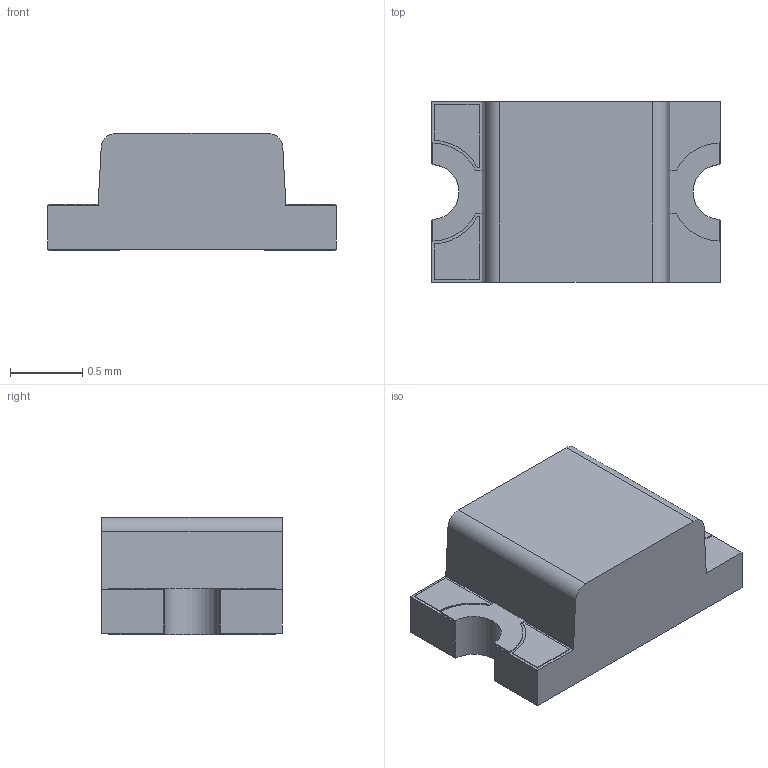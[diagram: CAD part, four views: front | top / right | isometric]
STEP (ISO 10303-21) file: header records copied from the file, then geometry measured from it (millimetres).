
FILE_DESCRIPTION (( 'STEP AP214' ), '1' );
FILE_NAME ('LED0805-R-RD_RED.STEP', '2024-08-07T09:50:57', ( '' ), ( '' ), 'SwSTEP 2.0', 'SolidWorks 2021', '' );
FILE_SCHEMA (( 'AUTOMOTIVE_DESIGN' ));
Length unit declared in the file: millimetre
Products named in the file (1): LED0805-R-RD_RED
Bounding box: 2 x 1.25 x 0.81 mm (x, y, z)
Volume: 1.5 mm3; surface area: 9.3 mm2
Topology: 1 solids, 1 shells, 305 faces, 839 edges, 558 vertices
Faces by surface type: plane 192, bspline 98, cylinder 15
Entity records: 13490 total; most frequent: CARTESIAN_POINT 3009, ORIENTED_EDGE 1678, DIRECTION 1085, EDGE_CURVE 839, VECTOR 609, LINE 609, VERTEX_POINT 558, EDGE_LOOP 327
